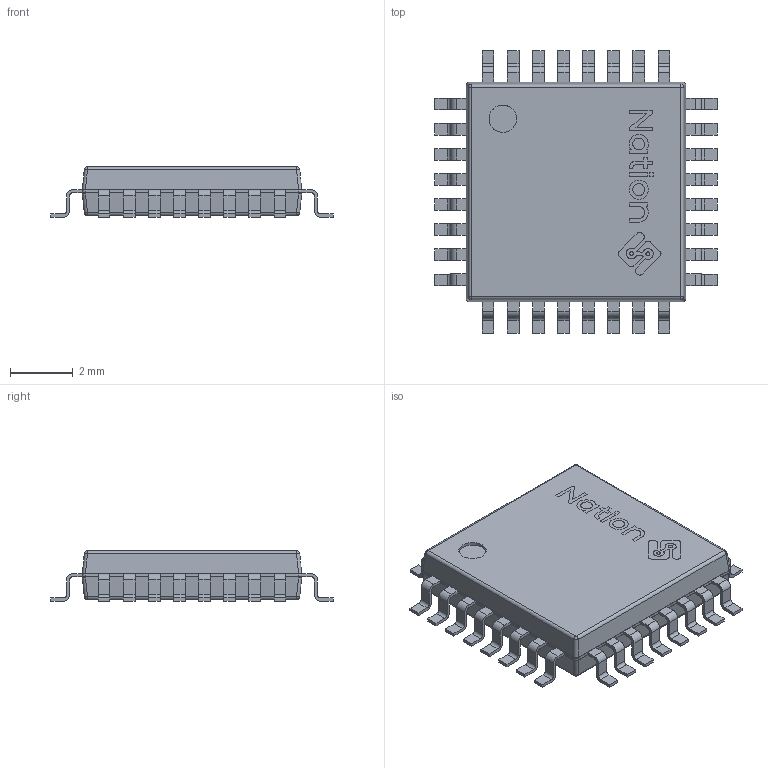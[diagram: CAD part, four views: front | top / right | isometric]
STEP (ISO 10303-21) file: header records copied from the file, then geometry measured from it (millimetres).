
FILE_DESCRIPTION (( 'STEP AP214' ), '1' );
FILE_NAME ('LQFP32-7x7.STEP', '2021-04-17T14:42:03', ( '' ), ( '' ), 'SwSTEP 2.0', 'SolidWorks 2015', '' );
FILE_SCHEMA (( 'AUTOMOTIVE_DESIGN' ));
Length unit declared in the file: millimetre
Products named in the file (8): LQFP32-7x7; Open_CASCADE_STEP_translator_6.8_14.2.1; Open_CASCADE_STEP_translator_6.8_14.1; 880028104; 1; Leader; Body; Leader_2
Assembly tree (37 placements, depth 4):
  LQFP32-7x7
    880028104
      Open_CASCADE_STEP_translator_6.8_14.1
      Body
        Open_CASCADE_STEP_translator_6.8_14.2.1
      Leader  x16
      Leader_2  x16
    1
Bounding box: 9 x 9 x 1.6 mm (x, y, z)
Volume: 76.2 mm3; surface area: 191.1 mm2
Topology: 44 solids, 45 shells, 649 faces, 1623 edges, 1064 vertices
Faces by surface type: plane 416, cylinder 158, bspline 75
Entity records: 9382 total; most frequent: CARTESIAN_POINT 3034, ORIENTED_EDGE 1084, DIRECTION 829, EDGE_CURVE 543, LINE 347, VECTOR 347, VERTEX_POINT 344, AXIS2_PLACEMENT_3D 241
